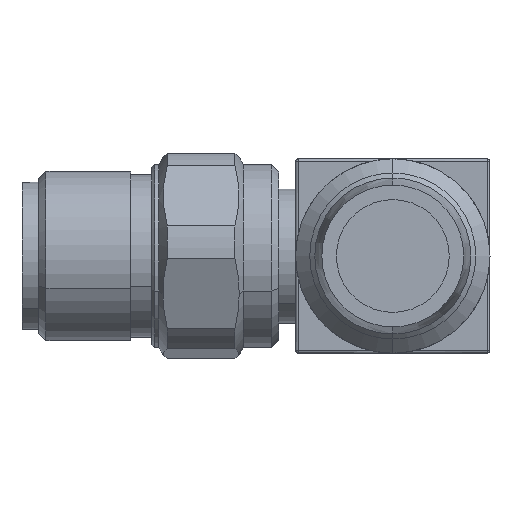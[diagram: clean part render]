
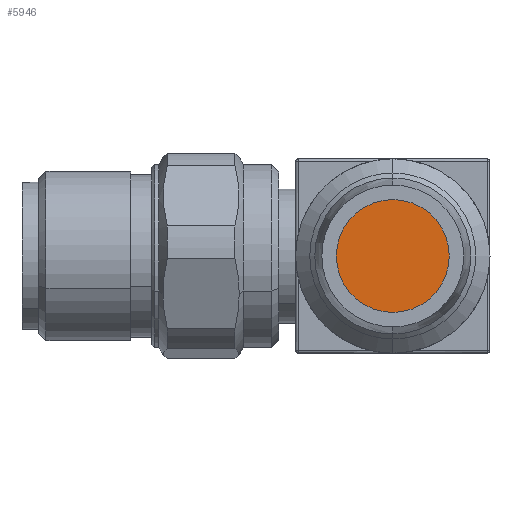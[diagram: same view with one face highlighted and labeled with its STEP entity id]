
A CAD part, front view. The second image highlights one B-rep face of the part: STEP entity #5946.
In plain terms, the highlighted planar face has unit normal (0, -1, 0).
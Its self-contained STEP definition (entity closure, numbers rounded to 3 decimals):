
#1499=CARTESIAN_POINT('',(31.058,-115.343,
-47.612));
#1500=DIRECTION('',(0.,-1.,0.));
#1501=DIRECTION('',(1.,0.,0.));
#1502=AXIS2_PLACEMENT_3D('',#1499,#1500,#1501);
#1504=CARTESIAN_POINT('',(31.058,-115.343,
-47.612));
#1505=DIRECTION('',(0.,-1.,0.));
#1506=DIRECTION('',(-1.,0.,0.));
#1507=AXIS2_PLACEMENT_3D('',#1504,#1505,#1506);
#3296=CARTESIAN_POINT('',(35.058,-115.343,
-47.612));
#3297=VERTEX_POINT('',#3296);
#3298=CARTESIAN_POINT('',(27.058,-115.343,
-47.612));
#3299=VERTEX_POINT('',#3298);
#5937=CARTESIAN_POINT('',(31.058,-115.343,
-47.612));
#5938=DIRECTION('',(0.,1.,0.));
#5939=DIRECTION('',(1.,0.,0.));
#5940=AXIS2_PLACEMENT_3D('',#5937,#5938,#5939);
#5941=PLANE('',#5940);
#5942=ORIENTED_EDGE('',*,*,#5917,.F.);
#5943=ORIENTED_EDGE('',*,*,#5931,.F.);
#5944=EDGE_LOOP('',(#5942,#5943));
#5945=FACE_OUTER_BOUND('',#5944,.F.);
#1503=CIRCLE('',#1502,4.);
#1508=CIRCLE('',#1507,4.);
#5917=EDGE_CURVE('',#3297,#3299,#1503,.T.);
#5931=EDGE_CURVE('',#3299,#3297,#1508,.T.);
#5946=ADVANCED_FACE('',(#5945),#5941,.F.);
